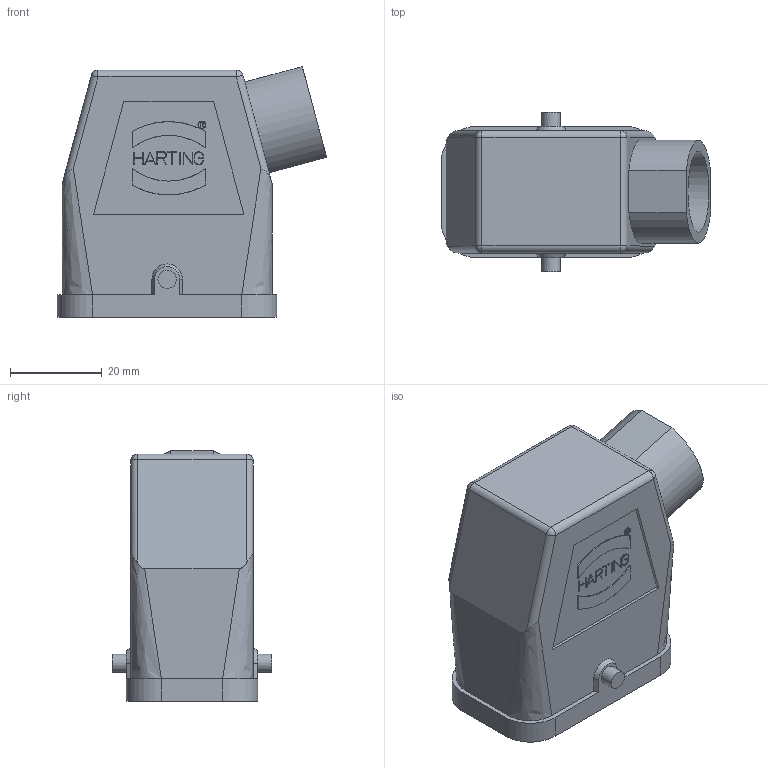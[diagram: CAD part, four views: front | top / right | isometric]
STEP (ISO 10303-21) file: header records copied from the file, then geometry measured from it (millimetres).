
FILE_DESCRIPTION(/* description */ (''),/* implementation_level */ '2;1');
FILE_NAME(/* name */ '100094795ugm000_b.stp',/* time_stamp */ '2019-11-20T13:10:15+01:00',/* author */ (''),/* organization */ (''),/* preprocessor_version */ 'ST-DEVELOPER v16.7',/* originating_system */ 'SIEMENS PLM Software NX 12.0',/* authorisation */ '');
FILE_SCHEMA (('AUTOMOTIVE_DESIGN { 1 0 10303 214 3 1 1 1 }'));
Length unit declared in the file: millimetre
Products named in the file (1): 100094795ugm000_b
Bounding box: 58.76 x 34.9 x 54.77 mm (x, y, z)
Volume: 19826.4 mm3; surface area: 20483.4 mm2
Topology: 1 solids, 1 shells, 252 faces, 657 edges, 431 vertices
Faces by surface type: plane 183, cylinder 59, sphere 4, bspline 4, cone 2
Full cylindrical faces by diameter (mm): 1.52 x1, 1.68 x1, 2.4 x4, 4 x2, 16 x1, 17.7 x1
Entity records: 9668 total; most frequent: CARTESIAN_POINT 1924, ORIENTED_EDGE 1270, DIRECTION 1122, EDGE_CURVE 635, VERTEX_POINT 422, LINE 410, VECTOR 410, AXIS2_PLACEMENT_3D 356
